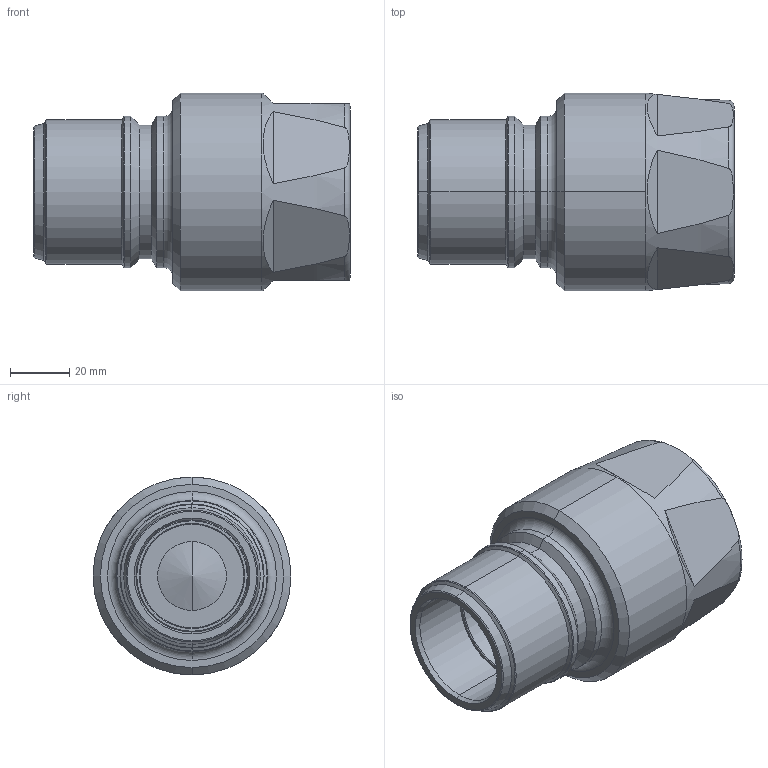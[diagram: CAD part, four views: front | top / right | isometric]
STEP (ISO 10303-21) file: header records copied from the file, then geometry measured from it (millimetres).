
FILE_DESCRIPTION (( 'STEP AP214' ), '1' );
FILE_NAME ('15020.STEP', '2015-09-04T07:50:21', ( 'admin' ), ( 'Microsoft' ), 'SwSTEP 2.0', 'SolidWorks 2009', '' );
FILE_SCHEMA (( 'AUTOMOTIVE_DESIGN' ));
Length unit declared in the file: millimetre
Products named in the file (1): 15020
Bounding box: 107 x 67 x 67 mm (x, y, z)
Volume: 192583.1 mm3; surface area: 34872.8 mm2
Topology: 1 solids, 1 shells, 68 faces, 150 edges, 87 vertices
Faces by surface type: cone 24, plane 18, cylinder 16, torus 10
Entity records: 2207 total; most frequent: CARTESIAN_POINT 596, DIRECTION 332, ORIENTED_EDGE 296, EDGE_CURVE 148, AXIS2_PLACEMENT_3D 143, VERTEX_POINT 87, CIRCLE 74, EDGE_LOOP 73
